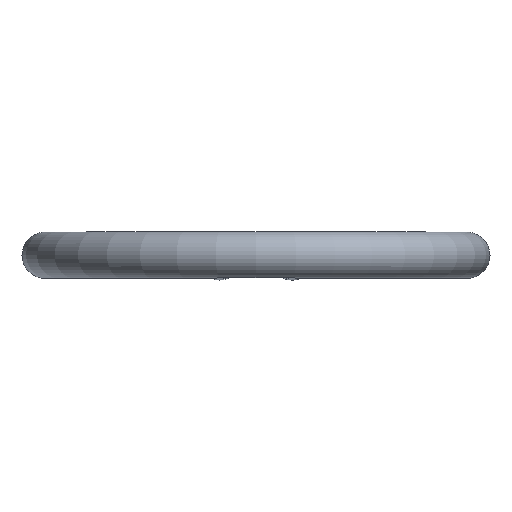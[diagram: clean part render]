
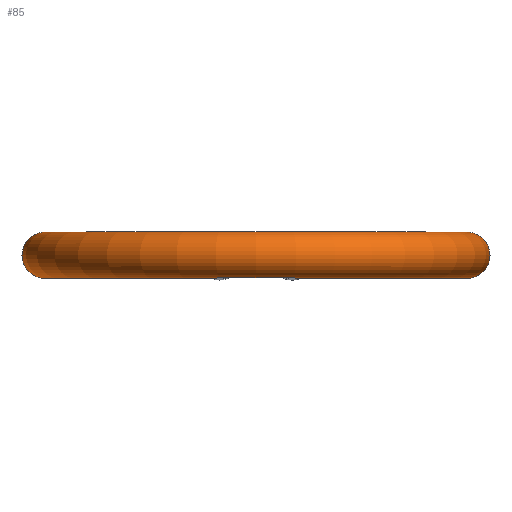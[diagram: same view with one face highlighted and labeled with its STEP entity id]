
A CAD part, top view. The second image highlights one B-rep face of the part: STEP entity #85.
In plain terms, the highlighted toroidal (fillet/blend) face has major radius 1.6 mm and minor radius 0.175 mm.
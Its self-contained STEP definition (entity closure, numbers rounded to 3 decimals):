
#64 = VERTEX_POINT('',#65);
#65 = CARTESIAN_POINT('',(0.526,0.,
    2.913));
#72 = EDGE_CURVE('',#64,#64,#73,.T.);
#73 = CIRCLE('',#74,0.175);
#74 = AXIS2_PLACEMENT_3D('',#75,#76,#77);
#75 = CARTESIAN_POINT('',(0.59,0.,2.75));
#76 = DIRECTION('',(-0.929,0.,-0.369)
  );
#77 = DIRECTION('',(-0.369,0.,0.929));
#85 = ADVANCED_FACE('',(#86),#106,.T.);
#86 = FACE_BOUND('',#87,.T.);
#87 = EDGE_LOOP('',(#88,#97,#104,#105));
#88 = ORIENTED_EDGE('',*,*,#89,.T.);
#89 = EDGE_CURVE('',#64,#90,#92,.T.);
#90 = VERTEX_POINT('',#91);
#91 = CARTESIAN_POINT('',(-0.526,0.,
    2.913));
#92 = CIRCLE('',#93,1.425);
#93 = AXIS2_PLACEMENT_3D('',#94,#95,#96);
#94 = CARTESIAN_POINT('',(0.,0.,4.237));
#95 = DIRECTION('',(0.,-1.,0.));
#96 = DIRECTION('',(1.,0.,0.));
#97 = ORIENTED_EDGE('',*,*,#98,.T.);
#98 = EDGE_CURVE('',#90,#90,#99,.T.);
#99 = CIRCLE('',#100,0.175);
#100 = AXIS2_PLACEMENT_3D('',#101,#102,#103);
#101 = CARTESIAN_POINT('',(-0.59,0.,2.75));
#102 = DIRECTION('',(-0.929,0.,0.369)
  );
#103 = DIRECTION('',(-0.369,0.,-0.929
    ));
#104 = ORIENTED_EDGE('',*,*,#89,.F.);
#105 = ORIENTED_EDGE('',*,*,#72,.F.);
#106 = TOROIDAL_SURFACE('',#107,1.6,0.175);
#107 = AXIS2_PLACEMENT_3D('',#108,#109,#110);
#108 = CARTESIAN_POINT('',(0.,0.,4.237));
#109 = DIRECTION('',(0.,-1.,0.));
#110 = DIRECTION('',(1.,0.,0.));
